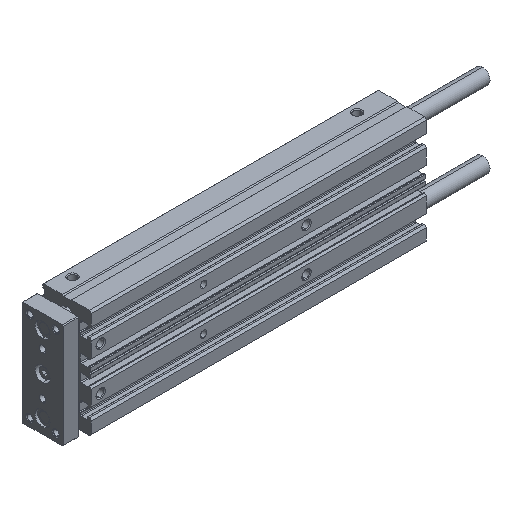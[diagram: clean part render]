
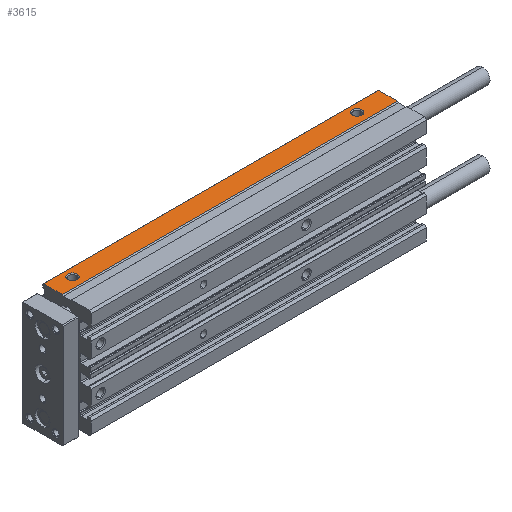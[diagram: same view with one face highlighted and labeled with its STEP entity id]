
A CAD part, isometric view. The second image highlights one B-rep face of the part: STEP entity #3615.
In plain terms, the highlighted planar face has unit normal (0, 0, 1).
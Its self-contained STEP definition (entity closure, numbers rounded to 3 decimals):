
#4 = VERTEX_POINT ( 'NONE', #7849 ) ;
#19 = ORIENTED_EDGE ( 'NONE', *, *, #11331, .T. ) ;
#72 = VERTEX_POINT ( 'NONE', #11860 ) ;
#154 = VECTOR ( 'NONE', #10777, 1000. ) ;
#460 = VERTEX_POINT ( 'NONE', #9931 ) ;
#749 = VERTEX_POINT ( 'NONE', #5756 ) ;
#1013 = EDGE_LOOP ( 'NONE', ( #2753, #7324, #3115, #2402 ) ) ;
#1343 = DIRECTION ( 'NONE',  ( 0., -1., 0. ) ) ;
#1604 = CIRCLE ( 'NONE', #11017, 2.5 ) ;
#1638 = CARTESIAN_POINT ( 'NONE',  ( 179., 12.5, 29. ) ) ;
#1657 = VERTEX_POINT ( 'NONE', #1638 ) ;
#1867 = FACE_OUTER_BOUND ( 'NONE', #1013, .T. ) ;
#1927 = CARTESIAN_POINT ( 'NONE',  ( 11., 8., 29. ) ) ;
#2194 = CARTESIAN_POINT ( 'NONE',  ( 163., 8., 29. ) ) ;
#2402 = ORIENTED_EDGE ( 'NONE', *, *, #9225, .T. ) ;
#2528 = DIRECTION ( 'NONE',  ( 0., 0., -1. ) ) ;
#2753 = ORIENTED_EDGE ( 'NONE', *, *, #10355, .T. ) ;
#3029 = CIRCLE ( 'NONE', #6112, 2.5 ) ;
#3115 = ORIENTED_EDGE ( 'NONE', *, *, #8964, .F. ) ;
#3615 = ADVANCED_FACE ( 'NONE', ( #1867, #5793, #12365 ), #7382, .T. ) ;
#3899 = AXIS2_PLACEMENT_3D ( 'NONE', #8902, #4016, #8009 ) ;
#4016 = DIRECTION ( 'NONE',  ( 0., 0., -1. ) ) ;
#4030 = DIRECTION ( 'NONE',  ( 0., -1., 0. ) ) ;
#4277 = LINE ( 'NONE', #12091, #12423 ) ;
#4333 = CARTESIAN_POINT ( 'NONE',  ( 163., 8., 29. ) ) ;
#4474 = VECTOR ( 'NONE', #4030, 1000. ) ;
#5104 = VERTEX_POINT ( 'NONE', #9866 ) ;
#5278 = DIRECTION ( 'NONE',  ( 0., 0., -1. ) ) ;
#5329 = CARTESIAN_POINT ( 'NONE',  ( 179., 0., 29. ) ) ;
#5461 = VERTEX_POINT ( 'NONE', #6245 ) ;
#5511 = CARTESIAN_POINT ( 'NONE',  ( 0., 2.5, 29. ) ) ;
#5756 = CARTESIAN_POINT ( 'NONE',  ( 8.5, 8., 29. ) ) ;
#5793 = FACE_BOUND ( 'NONE', #8999, .T. ) ;
#6037 = CARTESIAN_POINT ( 'NONE',  ( 0., 2.5, 29. ) ) ;
#6112 = AXIS2_PLACEMENT_3D ( 'NONE', #2194, #5278, #9068 ) ;
#6245 = CARTESIAN_POINT ( 'NONE',  ( 0., 12.5, 29. ) ) ;
#6366 = EDGE_CURVE ( 'NONE', #72, #749, #6368, .T. ) ;
#6368 = CIRCLE ( 'NONE', #3899, 2.5 ) ;
#6491 = ORIENTED_EDGE ( 'NONE', *, *, #8091, .T. ) ;
#6674 = VERTEX_POINT ( 'NONE', #6965 ) ;
#6708 = VECTOR ( 'NONE', #1343, 1000. ) ;
#6761 = LINE ( 'NONE', #6832, #154 ) ;
#6832 = CARTESIAN_POINT ( 'NONE',  ( 0., 2.5, 29. ) ) ;
#6965 = CARTESIAN_POINT ( 'NONE',  ( 165.5, 8., 29. ) ) ;
#7324 = ORIENTED_EDGE ( 'NONE', *, *, #11152, .F. ) ;
#7382 = PLANE ( 'NONE',  #9885 ) ;
#7453 = CIRCLE ( 'NONE', #10899, 2.5 ) ;
#7849 = CARTESIAN_POINT ( 'NONE',  ( 179., 2.5, 29. ) ) ;
#8009 = DIRECTION ( 'NONE',  ( 1., 0., 0. ) ) ;
#8027 = DIRECTION ( 'NONE',  ( 1., 0., 0. ) ) ;
#8091 = EDGE_CURVE ( 'NONE', #6674, #460, #7453, .T. ) ;
#8115 = ORIENTED_EDGE ( 'NONE', *, *, #6366, .T. ) ;
#8316 = EDGE_LOOP ( 'NONE', ( #6491, #19 ) ) ;
#8559 = ORIENTED_EDGE ( 'NONE', *, *, #10353, .T. ) ;
#8902 = CARTESIAN_POINT ( 'NONE',  ( 11., 8., 29. ) ) ;
#8964 = EDGE_CURVE ( 'NONE', #1657, #4, #9173, .T. ) ;
#8999 = EDGE_LOOP ( 'NONE', ( #8115, #8559 ) ) ;
#9068 = DIRECTION ( 'NONE',  ( 1., 0., 0. ) ) ;
#9173 = LINE ( 'NONE', #5329, #6708 ) ;
#9225 = EDGE_CURVE ( 'NONE', #1657, #5461, #4277, .T. ) ;
#9334 = DIRECTION ( 'NONE',  ( 1., 0., 0. ) ) ;
#9746 = DIRECTION ( 'NONE',  ( 0., 0., -1. ) ) ;
#9866 = CARTESIAN_POINT ( 'NONE',  ( 0., 2.5, 29. ) ) ;
#9885 = AXIS2_PLACEMENT_3D ( 'NONE', #5511, #10254, #10010 ) ;
#9931 = CARTESIAN_POINT ( 'NONE',  ( 160.5, 8., 29. ) ) ;
#10010 = DIRECTION ( 'NONE',  ( 1., 0., 0. ) ) ;
#10067 = LINE ( 'NONE', #6037, #4474 ) ;
#10254 = DIRECTION ( 'NONE',  ( 0., 0., 1. ) ) ;
#10353 = EDGE_CURVE ( 'NONE', #749, #72, #1604, .T. ) ;
#10355 = EDGE_CURVE ( 'NONE', #5461, #5104, #10067, .T. ) ;
#10777 = DIRECTION ( 'NONE',  ( -1., 0., 0. ) ) ;
#10899 = AXIS2_PLACEMENT_3D ( 'NONE', #4333, #2528, #9334 ) ;
#10944 = DIRECTION ( 'NONE',  ( -1., 0., 0. ) ) ;
#11017 = AXIS2_PLACEMENT_3D ( 'NONE', #1927, #9746, #8027 ) ;
#11152 = EDGE_CURVE ( 'NONE', #4, #5104, #6761, .T. ) ;
#11331 = EDGE_CURVE ( 'NONE', #460, #6674, #3029, .T. ) ;
#11860 = CARTESIAN_POINT ( 'NONE',  ( 13.5, 8., 29. ) ) ;
#12091 = CARTESIAN_POINT ( 'NONE',  ( 0., 12.5, 29. ) ) ;
#12365 = FACE_BOUND ( 'NONE', #8316, .T. ) ;
#12423 = VECTOR ( 'NONE', #10944, 1000. ) ;
